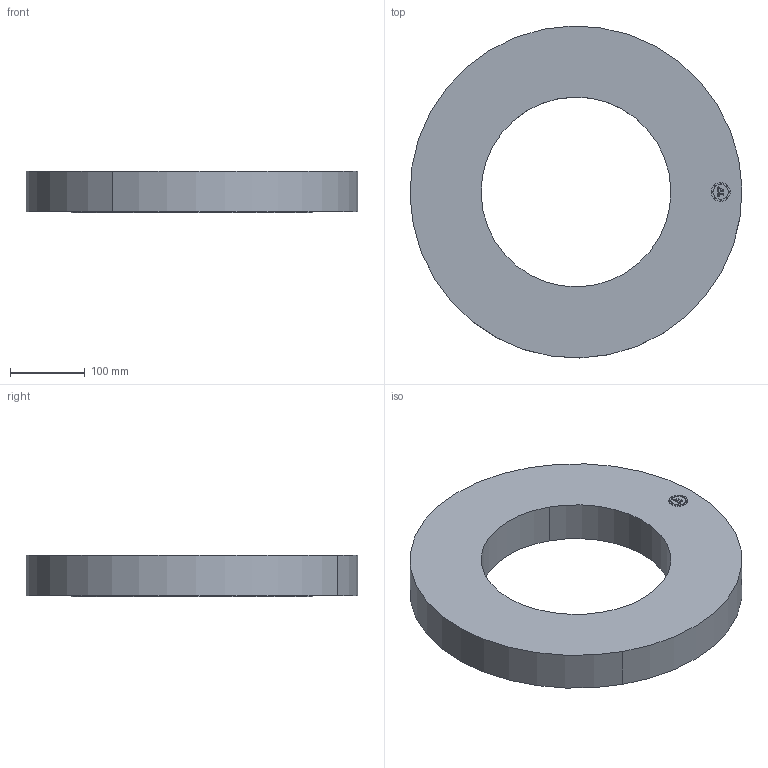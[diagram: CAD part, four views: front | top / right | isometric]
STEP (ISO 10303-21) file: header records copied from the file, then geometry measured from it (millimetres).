
FILE_DESCRIPTION(('3D STEP'),'2;1');
FILE_NAME('10-300-FB-RF-STUDOUT-FLANGE.stp','2013-11-25T02:28:21+00:00',('Texas Flange'),(''),'CATIA Version 5 Release 20 SP 6 (IN-10)','CATIA V5 STEP AP214','800-826-3801');
FILE_SCHEMA(('AUTOMOTIVE_DESIGN { 1 0 10303 214 1 1 1 1 }'));
Products named in the file (1): 10-300-FB-RF-STUDOUT-FLANGE
Bounding box: 444.38 x 444.38 x 55.44 mm (x, y, z)
Volume: 5393461.2 mm3; surface area: 389354 mm2
Topology: 1 solids, 1 shells, 1386 faces, 4018 edges, 2636 vertices
Faces by surface type: bspline 560, plane 368, cylinder 346, cone 80, revolution 32
Entity records: 68202 total; most frequent: CARTESIAN_POINT 36928, ORIENTED_EDGE 7972, EDGE_CURVE 3986, VERTEX_POINT 2636, DIRECTION 2588, B_SPLINE_CURVE_WITH_KNOTS 2304, VECTOR 1486, LINE 1486
